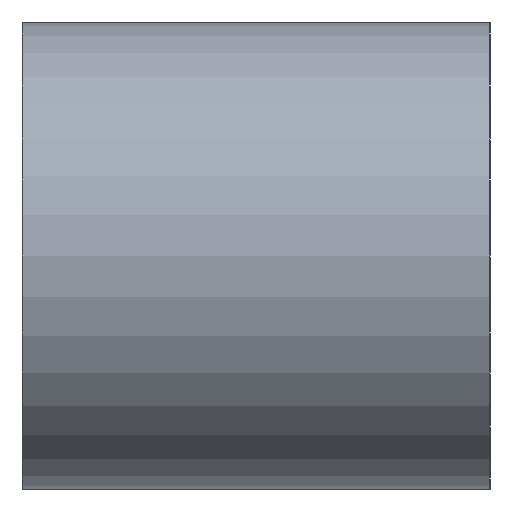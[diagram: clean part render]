
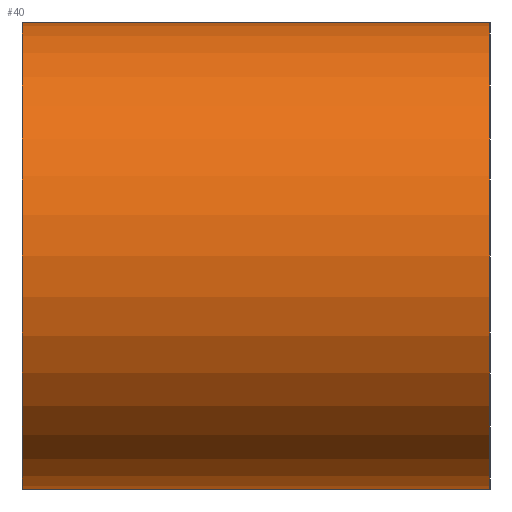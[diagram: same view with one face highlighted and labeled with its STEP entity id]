
A CAD part, left-side view. The second image highlights one B-rep face of the part: STEP entity #40.
In plain terms, the highlighted cylindrical face has radius 3 mm (diameter 6 mm), a partial arc.
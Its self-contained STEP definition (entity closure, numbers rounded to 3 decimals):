
#40 = ADVANCED_FACE( '', ( #74 ), #75, .T. );
#74 = FACE_OUTER_BOUND( '', #99, .T. );
#75 = CYLINDRICAL_SURFACE( '', #100, 3. );
#99 = EDGE_LOOP( '', ( #143, #144, #145, #146 ) );
#100 = AXIS2_PLACEMENT_3D( '', #147, #148, #149 );
#143 = ORIENTED_EDGE( '', *, *, #166, .T. );
#144 = ORIENTED_EDGE( '', *, *, #164, .F. );
#145 = ORIENTED_EDGE( '', *, *, #156, .F. );
#146 = ORIENTED_EDGE( '', *, *, #152, .T. );
#147 = CARTESIAN_POINT( '', ( -8., 3., 0. ) );
#148 = DIRECTION( '', ( 0., 1., 0. ) );
#149 = DIRECTION( '', ( 0., 0., -1. ) );
#152 = EDGE_CURVE( '', #172, #170, #173, .T. );
#156 = EDGE_CURVE( '', #172, #178, #179, .T. );
#164 = EDGE_CURVE( '', #178, #188, #190, .T. );
#166 = EDGE_CURVE( '', #170, #188, #192, .T. );
#170 = VERTEX_POINT( '', #196 );
#172 = VERTEX_POINT( '', #199 );
#173 = LINE( '', #200, #201 );
#178 = VERTEX_POINT( '', #208 );
#179 = CIRCLE( '', #209, 3. );
#188 = VERTEX_POINT( '', #220 );
#190 = LINE( '', #223, #224 );
#192 = CIRCLE( '', #226, 3. );
#196 = CARTESIAN_POINT( '', ( -8., -3., -3. ) );
#199 = CARTESIAN_POINT( '', ( -8., 3., -3. ) );
#200 = CARTESIAN_POINT( '', ( -8., 3., -3. ) );
#201 = VECTOR( '', #229, 1000. );
#208 = CARTESIAN_POINT( '', ( -8., 3., 3. ) );
#209 = AXIS2_PLACEMENT_3D( '', #232, #233, #234 );
#220 = CARTESIAN_POINT( '', ( -8., -3., 3. ) );
#223 = CARTESIAN_POINT( '', ( -8., 3., 3. ) );
#224 = VECTOR( '', #244, 1000. );
#226 = AXIS2_PLACEMENT_3D( '', #245, #246, #247 );
#229 = DIRECTION( '', ( 0., -1., 0. ) );
#232 = CARTESIAN_POINT( '', ( -8., 3., 0. ) );
#233 = DIRECTION( '', ( 0., 1., 0. ) );
#234 = DIRECTION( '', ( 1., 0., 0. ) );
#244 = DIRECTION( '', ( 0., -1., 0. ) );
#245 = CARTESIAN_POINT( '', ( -8., -3., 0. ) );
#246 = DIRECTION( '', ( 0., 1., 0. ) );
#247 = DIRECTION( '', ( 1., 0., 0. ) );
